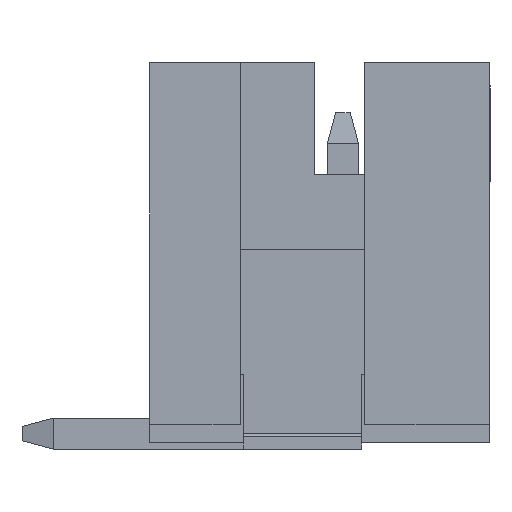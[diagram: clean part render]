
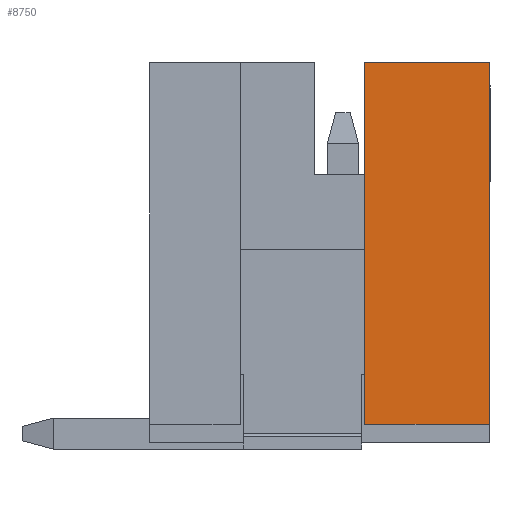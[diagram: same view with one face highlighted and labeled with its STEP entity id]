
A CAD part, left-side view. The second image highlights one B-rep face of the part: STEP entity #8750.
In plain terms, the highlighted planar face has unit normal (-1, 0, 0).
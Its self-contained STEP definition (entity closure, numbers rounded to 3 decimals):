
#409=FACE_OUTER_BOUND('',#896,.T.);
#896=EDGE_LOOP('',(#5838,#5839,#5840,#5841));
#1411=LINE('',#11824,#2430);
#1597=LINE('',#12496,#2616);
#1598=LINE('',#12497,#2617);
#1599=LINE('',#12498,#2618);
#2430=VECTOR('',#9829,1.);
#2616=VECTOR('',#10083,1.);
#2617=VECTOR('',#10084,1.);
#2618=VECTOR('',#10085,1.);
#3433=VERTEX_POINT('',#11821);
#3434=VERTEX_POINT('',#11823);
#3693=VERTEX_POINT('',#12494);
#3694=VERTEX_POINT('',#12495);
#4259=EDGE_CURVE('',#3433,#3434,#1411,.T.);
#4523=EDGE_CURVE('',#3693,#3694,#1597,.T.);
#4524=EDGE_CURVE('',#3434,#3693,#1598,.T.);
#4525=EDGE_CURVE('',#3433,#3694,#1599,.T.);
#5838=ORIENTED_EDGE('',*,*,#4523,.F.);
#5839=ORIENTED_EDGE('',*,*,#4524,.F.);
#5840=ORIENTED_EDGE('',*,*,#4259,.F.);
#5841=ORIENTED_EDGE('',*,*,#4525,.T.);
#7921=PLANE('',#9271);
#8750=ADVANCED_FACE('',(#409),#7921,.T.);
#9271=AXIS2_PLACEMENT_3D('',#12493,#10081,#10082);
#9829=DIRECTION('',(0.,0.,-1.));
#10081=DIRECTION('center_axis',(-1.,0.,0.));
#10082=DIRECTION('ref_axis',(0.,1.,0.));
#10083=DIRECTION('',(0.,0.,1.));
#10084=DIRECTION('',(0.,1.,0.));
#10085=DIRECTION('',(0.,1.,0.));
#11821=CARTESIAN_POINT('',(-10.,-4.544,6.2));
#11823=CARTESIAN_POINT('',(-10.,-4.544,0.4));
#11824=CARTESIAN_POINT('',(-10.,-4.544,6.2));
#12493=CARTESIAN_POINT('Origin',(-10.,0.906,6.2));
#12494=CARTESIAN_POINT('',(-10.,-2.544,0.4));
#12495=CARTESIAN_POINT('',(-10.,-2.544,6.2));
#12496=CARTESIAN_POINT('',(-10.,-2.544,0.1));
#12497=CARTESIAN_POINT('',(-10.,-9.094,0.4));
#12498=CARTESIAN_POINT('',(-10.,0.906,6.2));
